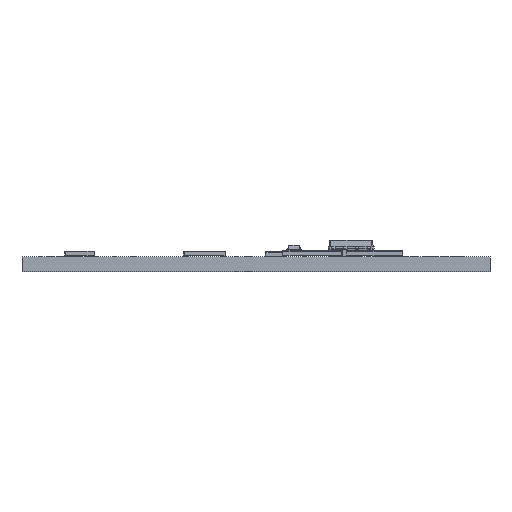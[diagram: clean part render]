
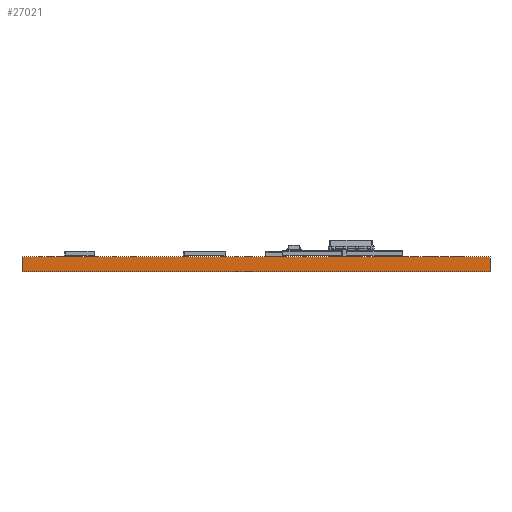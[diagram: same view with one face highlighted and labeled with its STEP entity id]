
A CAD part, front view. The second image highlights one B-rep face of the part: STEP entity #27021.
In plain terms, the highlighted planar face has unit normal (0, -1, 0).
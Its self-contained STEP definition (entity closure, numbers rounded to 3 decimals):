
#26840 = PLANE('',#26841);
#26841 = AXIS2_PLACEMENT_3D('',#26842,#26843,#26844);
#26842 = CARTESIAN_POINT('',(-25.,50.,0.));
#26843 = DIRECTION('',(1.,0.,0.));
#26844 = DIRECTION('',(0.,-1.,0.));
#26865 = VERTEX_POINT('',#26866);
#26866 = CARTESIAN_POINT('',(-25.,-50.,1.6));
#26880 = PLANE('',#26881);
#26881 = AXIS2_PLACEMENT_3D('',#26882,#26883,#26884);
#26882 = CARTESIAN_POINT('',(0.,0.,1.6));
#26883 = DIRECTION('',(0.,0.,1.));
#26884 = DIRECTION('',(1.,0.,0.));
#26892 = EDGE_CURVE('',#26893,#26865,#26895,.T.);
#26893 = VERTEX_POINT('',#26894);
#26894 = CARTESIAN_POINT('',(-25.,-50.,0.));
#26895 = SURFACE_CURVE('',#26896,(#26900,#26907),.PCURVE_S1.);
#26896 = LINE('',#26897,#26898);
#26897 = CARTESIAN_POINT('',(-25.,-50.,0.));
#26898 = VECTOR('',#26899,1.);
#26899 = DIRECTION('',(0.,0.,1.));
#26900 = PCURVE('',#26840,#26901);
#26901 = DEFINITIONAL_REPRESENTATION('',(#26902),#26906);
#26902 = LINE('',#26903,#26904);
#26903 = CARTESIAN_POINT('',(100.,0.));
#26904 = VECTOR('',#26905,1.);
#26905 = DIRECTION('',(0.,-1.));
#26906 = ( GEOMETRIC_REPRESENTATION_CONTEXT(2) 
PARAMETRIC_REPRESENTATION_CONTEXT() REPRESENTATION_CONTEXT('2D SPACE',''
  ) );
#26907 = PCURVE('',#26908,#26913);
#26908 = PLANE('',#26909);
#26909 = AXIS2_PLACEMENT_3D('',#26910,#26911,#26912);
#26910 = CARTESIAN_POINT('',(-25.,-50.,0.));
#26911 = DIRECTION('',(0.,1.,0.));
#26912 = DIRECTION('',(1.,0.,0.));
#26913 = DEFINITIONAL_REPRESENTATION('',(#26914),#26918);
#26914 = LINE('',#26915,#26916);
#26915 = CARTESIAN_POINT('',(0.,0.));
#26916 = VECTOR('',#26917,1.);
#26917 = DIRECTION('',(0.,-1.));
#26918 = ( GEOMETRIC_REPRESENTATION_CONTEXT(2) 
PARAMETRIC_REPRESENTATION_CONTEXT() REPRESENTATION_CONTEXT('2D SPACE',''
  ) );
#26934 = PLANE('',#26935);
#26935 = AXIS2_PLACEMENT_3D('',#26936,#26937,#26938);
#26936 = CARTESIAN_POINT('',(0.,0.,0.));
#26937 = DIRECTION('',(0.,0.,1.));
#26938 = DIRECTION('',(1.,0.,0.));
#26967 = PLANE('',#26968);
#26968 = AXIS2_PLACEMENT_3D('',#26969,#26970,#26971);
#26969 = CARTESIAN_POINT('',(25.,-50.,0.));
#26970 = DIRECTION('',(-1.,0.,0.));
#26971 = DIRECTION('',(0.,1.,0.));
#27021 = ADVANCED_FACE('',(#27022),#26908,.F.);
#27022 = FACE_BOUND('',#27023,.F.);
#27023 = EDGE_LOOP('',(#27024,#27025,#27048,#27071));
#27024 = ORIENTED_EDGE('',*,*,#26892,.T.);
#27025 = ORIENTED_EDGE('',*,*,#27026,.T.);
#27026 = EDGE_CURVE('',#26865,#27027,#27029,.T.);
#27027 = VERTEX_POINT('',#27028);
#27028 = CARTESIAN_POINT('',(25.,-50.,1.6));
#27029 = SURFACE_CURVE('',#27030,(#27034,#27041),.PCURVE_S1.);
#27030 = LINE('',#27031,#27032);
#27031 = CARTESIAN_POINT('',(-25.,-50.,1.6));
#27032 = VECTOR('',#27033,1.);
#27033 = DIRECTION('',(1.,0.,0.));
#27034 = PCURVE('',#26908,#27035);
#27035 = DEFINITIONAL_REPRESENTATION('',(#27036),#27040);
#27036 = LINE('',#27037,#27038);
#27037 = CARTESIAN_POINT('',(0.,-1.6));
#27038 = VECTOR('',#27039,1.);
#27039 = DIRECTION('',(1.,0.));
#27040 = ( GEOMETRIC_REPRESENTATION_CONTEXT(2) 
PARAMETRIC_REPRESENTATION_CONTEXT() REPRESENTATION_CONTEXT('2D SPACE',''
  ) );
#27041 = PCURVE('',#26880,#27042);
#27042 = DEFINITIONAL_REPRESENTATION('',(#27043),#27047);
#27043 = LINE('',#27044,#27045);
#27044 = CARTESIAN_POINT('',(-25.,-50.));
#27045 = VECTOR('',#27046,1.);
#27046 = DIRECTION('',(1.,0.));
#27047 = ( GEOMETRIC_REPRESENTATION_CONTEXT(2) 
PARAMETRIC_REPRESENTATION_CONTEXT() REPRESENTATION_CONTEXT('2D SPACE',''
  ) );
#27048 = ORIENTED_EDGE('',*,*,#27049,.F.);
#27049 = EDGE_CURVE('',#27050,#27027,#27052,.T.);
#27050 = VERTEX_POINT('',#27051);
#27051 = CARTESIAN_POINT('',(25.,-50.,0.));
#27052 = SURFACE_CURVE('',#27053,(#27057,#27064),.PCURVE_S1.);
#27053 = LINE('',#27054,#27055);
#27054 = CARTESIAN_POINT('',(25.,-50.,0.));
#27055 = VECTOR('',#27056,1.);
#27056 = DIRECTION('',(0.,0.,1.));
#27057 = PCURVE('',#26908,#27058);
#27058 = DEFINITIONAL_REPRESENTATION('',(#27059),#27063);
#27059 = LINE('',#27060,#27061);
#27060 = CARTESIAN_POINT('',(50.,0.));
#27061 = VECTOR('',#27062,1.);
#27062 = DIRECTION('',(0.,-1.));
#27063 = ( GEOMETRIC_REPRESENTATION_CONTEXT(2) 
PARAMETRIC_REPRESENTATION_CONTEXT() REPRESENTATION_CONTEXT('2D SPACE',''
  ) );
#27064 = PCURVE('',#26967,#27065);
#27065 = DEFINITIONAL_REPRESENTATION('',(#27066),#27070);
#27066 = LINE('',#27067,#27068);
#27067 = CARTESIAN_POINT('',(0.,0.));
#27068 = VECTOR('',#27069,1.);
#27069 = DIRECTION('',(0.,-1.));
#27070 = ( GEOMETRIC_REPRESENTATION_CONTEXT(2) 
PARAMETRIC_REPRESENTATION_CONTEXT() REPRESENTATION_CONTEXT('2D SPACE',''
  ) );
#27071 = ORIENTED_EDGE('',*,*,#27072,.F.);
#27072 = EDGE_CURVE('',#26893,#27050,#27073,.T.);
#27073 = SURFACE_CURVE('',#27074,(#27078,#27085),.PCURVE_S1.);
#27074 = LINE('',#27075,#27076);
#27075 = CARTESIAN_POINT('',(-25.,-50.,0.));
#27076 = VECTOR('',#27077,1.);
#27077 = DIRECTION('',(1.,0.,0.));
#27078 = PCURVE('',#26908,#27079);
#27079 = DEFINITIONAL_REPRESENTATION('',(#27080),#27084);
#27080 = LINE('',#27081,#27082);
#27081 = CARTESIAN_POINT('',(0.,0.));
#27082 = VECTOR('',#27083,1.);
#27083 = DIRECTION('',(1.,0.));
#27084 = ( GEOMETRIC_REPRESENTATION_CONTEXT(2) 
PARAMETRIC_REPRESENTATION_CONTEXT() REPRESENTATION_CONTEXT('2D SPACE',''
  ) );
#27085 = PCURVE('',#26934,#27086);
#27086 = DEFINITIONAL_REPRESENTATION('',(#27087),#27091);
#27087 = LINE('',#27088,#27089);
#27088 = CARTESIAN_POINT('',(-25.,-50.));
#27089 = VECTOR('',#27090,1.);
#27090 = DIRECTION('',(1.,0.));
#27091 = ( GEOMETRIC_REPRESENTATION_CONTEXT(2) 
PARAMETRIC_REPRESENTATION_CONTEXT() REPRESENTATION_CONTEXT('2D SPACE',''
  ) );
